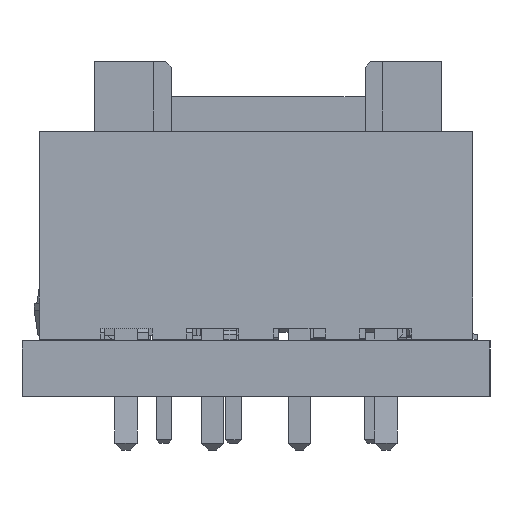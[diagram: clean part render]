
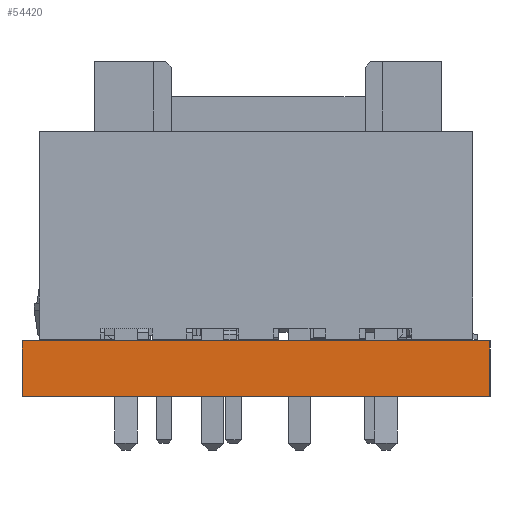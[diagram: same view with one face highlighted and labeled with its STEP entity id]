
A CAD part, left-side view. The second image highlights one B-rep face of the part: STEP entity #54420.
In plain terms, the highlighted planar face has unit normal (-1, 0, 0).
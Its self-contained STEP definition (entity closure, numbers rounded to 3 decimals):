
#54304 = EDGE_CURVE('',#54305,#54307,#54309,.T.);
#54305 = VERTEX_POINT('',#54306);
#54306 = CARTESIAN_POINT('',(119.7,-59.5,0.));
#54307 = VERTEX_POINT('',#54308);
#54308 = CARTESIAN_POINT('',(119.7,-59.5,1.6));
#54309 = SURFACE_CURVE('',#54310,(#54314,#54326),.PCURVE_S1.);
#54310 = LINE('',#54311,#54312);
#54311 = CARTESIAN_POINT('',(119.7,-59.5,0.));
#54312 = VECTOR('',#54313,1.);
#54313 = DIRECTION('',(0.,0.,1.));
#54314 = PCURVE('',#54315,#54320);
#54315 = PLANE('',#54316);
#54316 = AXIS2_PLACEMENT_3D('',#54317,#54318,#54319);
#54317 = CARTESIAN_POINT('',(119.7,-59.5,0.));
#54318 = DIRECTION('',(0.,1.,0.));
#54319 = DIRECTION('',(1.,0.,0.));
#54320 = DEFINITIONAL_REPRESENTATION('',(#54321),#54325);
#54321 = LINE('',#54322,#54323);
#54322 = CARTESIAN_POINT('',(0.,0.));
#54323 = VECTOR('',#54324,1.);
#54324 = DIRECTION('',(0.,-1.));
#54325 = ( GEOMETRIC_REPRESENTATION_CONTEXT(2) 
PARAMETRIC_REPRESENTATION_CONTEXT() REPRESENTATION_CONTEXT('2D SPACE',''
  ) );
#54326 = PCURVE('',#54327,#54332);
#54327 = PLANE('',#54328);
#54328 = AXIS2_PLACEMENT_3D('',#54329,#54330,#54331);
#54329 = CARTESIAN_POINT('',(119.7,-46.,0.));
#54330 = DIRECTION('',(1.,0.,0.));
#54331 = DIRECTION('',(0.,-1.,0.));
#54332 = DEFINITIONAL_REPRESENTATION('',(#54333),#54337);
#54333 = LINE('',#54334,#54335);
#54334 = CARTESIAN_POINT('',(13.5,0.));
#54335 = VECTOR('',#54336,1.);
#54336 = DIRECTION('',(0.,-1.));
#54337 = ( GEOMETRIC_REPRESENTATION_CONTEXT(2) 
PARAMETRIC_REPRESENTATION_CONTEXT() REPRESENTATION_CONTEXT('2D SPACE',''
  ) );
#54355 = PLANE('',#54356);
#54356 = AXIS2_PLACEMENT_3D('',#54357,#54358,#54359);
#54357 = CARTESIAN_POINT('',(131.2,-52.75,1.6));
#54358 = DIRECTION('',(0.,0.,1.));
#54359 = DIRECTION('',(1.,0.,0.));
#54409 = PLANE('',#54410);
#54410 = AXIS2_PLACEMENT_3D('',#54411,#54412,#54413);
#54411 = CARTESIAN_POINT('',(131.2,-52.75,0.));
#54412 = DIRECTION('',(0.,0.,1.));
#54413 = DIRECTION('',(1.,0.,0.));
#54420 = ADVANCED_FACE('',(#54421),#54327,.F.);
#54421 = FACE_BOUND('',#54422,.F.);
#54422 = EDGE_LOOP('',(#54423,#54453,#54474,#54475));
#54423 = ORIENTED_EDGE('',*,*,#54424,.T.);
#54424 = EDGE_CURVE('',#54425,#54427,#54429,.T.);
#54425 = VERTEX_POINT('',#54426);
#54426 = CARTESIAN_POINT('',(119.7,-46.,0.));
#54427 = VERTEX_POINT('',#54428);
#54428 = CARTESIAN_POINT('',(119.7,-46.,1.6));
#54429 = SURFACE_CURVE('',#54430,(#54434,#54441),.PCURVE_S1.);
#54430 = LINE('',#54431,#54432);
#54431 = CARTESIAN_POINT('',(119.7,-46.,0.));
#54432 = VECTOR('',#54433,1.);
#54433 = DIRECTION('',(0.,0.,1.));
#54434 = PCURVE('',#54327,#54435);
#54435 = DEFINITIONAL_REPRESENTATION('',(#54436),#54440);
#54436 = LINE('',#54437,#54438);
#54437 = CARTESIAN_POINT('',(0.,0.));
#54438 = VECTOR('',#54439,1.);
#54439 = DIRECTION('',(0.,-1.));
#54440 = ( GEOMETRIC_REPRESENTATION_CONTEXT(2) 
PARAMETRIC_REPRESENTATION_CONTEXT() REPRESENTATION_CONTEXT('2D SPACE',''
  ) );
#54441 = PCURVE('',#54442,#54447);
#54442 = PLANE('',#54443);
#54443 = AXIS2_PLACEMENT_3D('',#54444,#54445,#54446);
#54444 = CARTESIAN_POINT('',(142.7,-46.,0.));
#54445 = DIRECTION('',(0.,-1.,0.));
#54446 = DIRECTION('',(-1.,0.,0.));
#54447 = DEFINITIONAL_REPRESENTATION('',(#54448),#54452);
#54448 = LINE('',#54449,#54450);
#54449 = CARTESIAN_POINT('',(23.,0.));
#54450 = VECTOR('',#54451,1.);
#54451 = DIRECTION('',(0.,-1.));
#54452 = ( GEOMETRIC_REPRESENTATION_CONTEXT(2) 
PARAMETRIC_REPRESENTATION_CONTEXT() REPRESENTATION_CONTEXT('2D SPACE',''
  ) );
#54453 = ORIENTED_EDGE('',*,*,#54454,.T.);
#54454 = EDGE_CURVE('',#54427,#54307,#54455,.T.);
#54455 = SURFACE_CURVE('',#54456,(#54460,#54467),.PCURVE_S1.);
#54456 = LINE('',#54457,#54458);
#54457 = CARTESIAN_POINT('',(119.7,-46.,1.6));
#54458 = VECTOR('',#54459,1.);
#54459 = DIRECTION('',(0.,-1.,0.));
#54460 = PCURVE('',#54327,#54461);
#54461 = DEFINITIONAL_REPRESENTATION('',(#54462),#54466);
#54462 = LINE('',#54463,#54464);
#54463 = CARTESIAN_POINT('',(0.,-1.6));
#54464 = VECTOR('',#54465,1.);
#54465 = DIRECTION('',(1.,0.));
#54466 = ( GEOMETRIC_REPRESENTATION_CONTEXT(2) 
PARAMETRIC_REPRESENTATION_CONTEXT() REPRESENTATION_CONTEXT('2D SPACE',''
  ) );
#54467 = PCURVE('',#54355,#54468);
#54468 = DEFINITIONAL_REPRESENTATION('',(#54469),#54473);
#54469 = LINE('',#54470,#54471);
#54470 = CARTESIAN_POINT('',(-11.5,6.75));
#54471 = VECTOR('',#54472,1.);
#54472 = DIRECTION('',(0.,-1.));
#54473 = ( GEOMETRIC_REPRESENTATION_CONTEXT(2) 
PARAMETRIC_REPRESENTATION_CONTEXT() REPRESENTATION_CONTEXT('2D SPACE',''
  ) );
#54474 = ORIENTED_EDGE('',*,*,#54304,.F.);
#54475 = ORIENTED_EDGE('',*,*,#54476,.F.);
#54476 = EDGE_CURVE('',#54425,#54305,#54477,.T.);
#54477 = SURFACE_CURVE('',#54478,(#54482,#54489),.PCURVE_S1.);
#54478 = LINE('',#54479,#54480);
#54479 = CARTESIAN_POINT('',(119.7,-46.,0.));
#54480 = VECTOR('',#54481,1.);
#54481 = DIRECTION('',(0.,-1.,0.));
#54482 = PCURVE('',#54327,#54483);
#54483 = DEFINITIONAL_REPRESENTATION('',(#54484),#54488);
#54484 = LINE('',#54485,#54486);
#54485 = CARTESIAN_POINT('',(0.,0.));
#54486 = VECTOR('',#54487,1.);
#54487 = DIRECTION('',(1.,0.));
#54488 = ( GEOMETRIC_REPRESENTATION_CONTEXT(2) 
PARAMETRIC_REPRESENTATION_CONTEXT() REPRESENTATION_CONTEXT('2D SPACE',''
  ) );
#54489 = PCURVE('',#54409,#54490);
#54490 = DEFINITIONAL_REPRESENTATION('',(#54491),#54495);
#54491 = LINE('',#54492,#54493);
#54492 = CARTESIAN_POINT('',(-11.5,6.75));
#54493 = VECTOR('',#54494,1.);
#54494 = DIRECTION('',(0.,-1.));
#54495 = ( GEOMETRIC_REPRESENTATION_CONTEXT(2) 
PARAMETRIC_REPRESENTATION_CONTEXT() REPRESENTATION_CONTEXT('2D SPACE',''
  ) );
